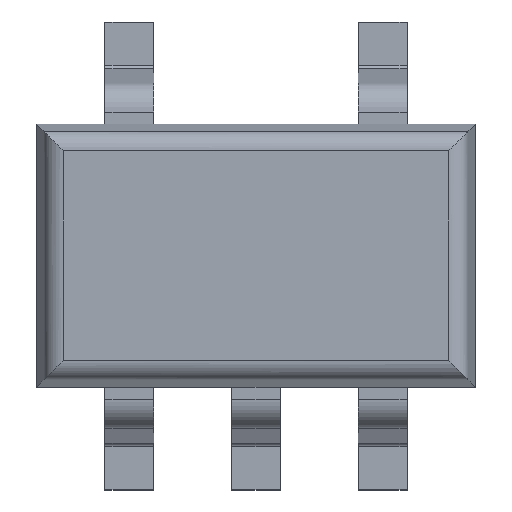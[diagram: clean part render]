
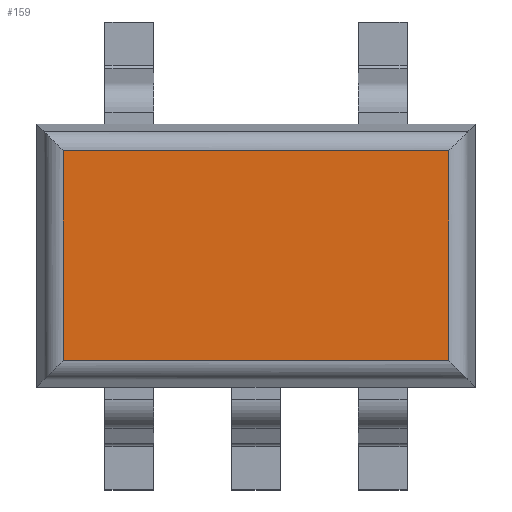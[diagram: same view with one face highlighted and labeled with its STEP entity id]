
A CAD part, top view. The second image highlights one B-rep face of the part: STEP entity #159.
In plain terms, the highlighted planar face has unit normal (0, 0, 1).
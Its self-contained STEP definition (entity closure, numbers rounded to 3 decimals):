
#159=ADVANCED_FACE('',(#251),#1450,.T.);
#251=FACE_OUTER_BOUND('',#343,.T.);
#343=EDGE_LOOP('',(#755,#756,#757,#758));
#755=ORIENTED_EDGE('',*,*,#1016,.F.);
#756=ORIENTED_EDGE('',*,*,#996,.T.);
#757=ORIENTED_EDGE('',*,*,#1017,.T.);
#758=ORIENTED_EDGE('',*,*,#995,.F.);
#995=EDGE_CURVE('',#1381,#1383,#1243,.T.);
#996=EDGE_CURVE('',#1382,#1384,#1160,.T.);
#1016=EDGE_CURVE('',#1382,#1381,#1245,.T.);
#1017=EDGE_CURVE('',#1384,#1383,#1179,.T.);
#1160=B_SPLINE_CURVE_WITH_KNOTS('',1,(#2367,#2368),.UNSPECIFIED.,.F.,.F.,
(2,2),(0.137,1.213),.UNSPECIFIED.);
#1179=B_SPLINE_CURVE_WITH_KNOTS('',1,(#2441,#2442),.UNSPECIFIED.,.F.,.F.,
(2,2),(0.137,2.113),.UNSPECIFIED.);
#1243=(
BOUNDED_CURVE()
B_SPLINE_CURVE(1,(#2365,#2366),.UNSPECIFIED.,.F.,.F.)
B_SPLINE_CURVE_WITH_KNOTS((2,2),(0.137,1.213),
 .UNSPECIFIED.)
CURVE()
GEOMETRIC_REPRESENTATION_ITEM()
RATIONAL_B_SPLINE_CURVE((1.,1.))
REPRESENTATION_ITEM('')
);
#1245=(
BOUNDED_CURVE()
B_SPLINE_CURVE(1,(#2439,#2440),.UNSPECIFIED.,.F.,.F.)
B_SPLINE_CURVE_WITH_KNOTS((2,2),(0.137,2.113),
 .UNSPECIFIED.)
CURVE()
GEOMETRIC_REPRESENTATION_ITEM()
RATIONAL_B_SPLINE_CURVE((1.,1.))
REPRESENTATION_ITEM('')
);
#1381=VERTEX_POINT('',#2319);
#1382=VERTEX_POINT('',#2320);
#1383=VERTEX_POINT('',#2321);
#1384=VERTEX_POINT('',#2322);
#1450=PLANE('',#1587);
#1587=AXIS2_PLACEMENT_3D('',#2297,#1682,$);
#1682=DIRECTION('',(0.,0.,1.));
#2297=CARTESIAN_POINT('',(-1.125,0.538,1.1));
#2319=CARTESIAN_POINT('',(0.988,0.538,1.1));
#2320=CARTESIAN_POINT('',(-0.988,0.538,1.1));
#2321=CARTESIAN_POINT('',(0.988,-0.538,1.1));
#2322=CARTESIAN_POINT('',(-0.988,-0.538,1.1));
#2365=CARTESIAN_POINT('',(0.988,0.538,1.1));
#2366=CARTESIAN_POINT('',(0.988,-0.538,1.1));
#2367=CARTESIAN_POINT('',(-0.988,0.538,1.1));
#2368=CARTESIAN_POINT('',(-0.988,-0.538,1.1));
#2439=CARTESIAN_POINT('',(-0.988,0.538,1.1));
#2440=CARTESIAN_POINT('',(0.988,0.538,1.1));
#2441=CARTESIAN_POINT('',(-0.988,-0.538,1.1));
#2442=CARTESIAN_POINT('',(0.988,-0.538,1.1));
